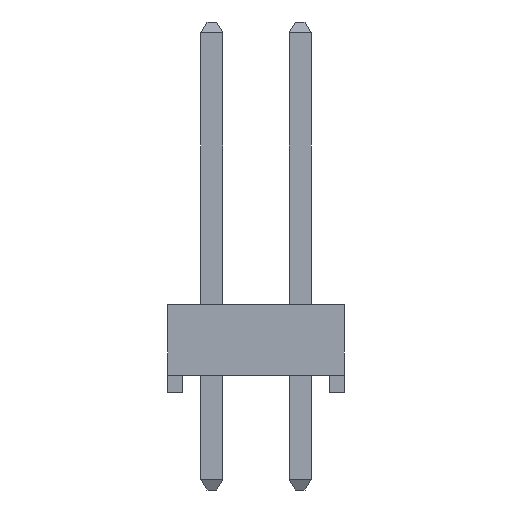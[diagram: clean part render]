
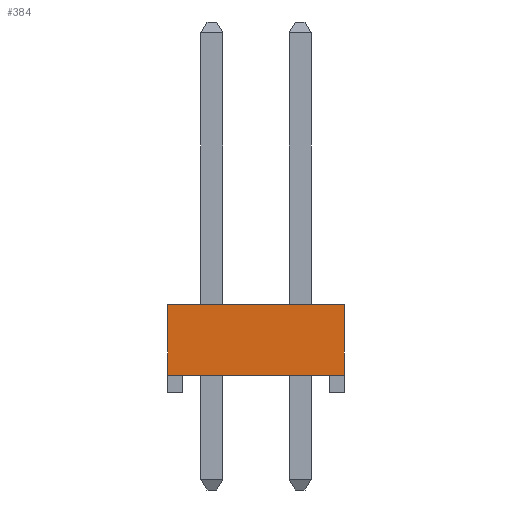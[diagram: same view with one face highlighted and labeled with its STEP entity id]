
A CAD part, left-side view. The second image highlights one B-rep face of the part: STEP entity #384.
In plain terms, the highlighted planar face has unit normal (-1, 0, 0).
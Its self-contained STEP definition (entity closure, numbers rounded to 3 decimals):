
#167 = VERTEX_POINT('',#168);
#168 = CARTESIAN_POINT('',(-57.15,46.987,0.501));
#174 = EDGE_CURVE('',#167,#175,#177,.T.);
#175 = VERTEX_POINT('',#176);
#176 = CARTESIAN_POINT('',(-57.15,52.067,0.501));
#177 = LINE('',#178,#179);
#178 = CARTESIAN_POINT('',(-57.15,52.067,0.501));
#179 = VECTOR('',#180,1.);
#180 = DIRECTION('',(0.,1.,0.));
#354 = EDGE_CURVE('',#355,#175,#357,.T.);
#355 = VERTEX_POINT('',#356);
#356 = CARTESIAN_POINT('',(-57.15,52.067,2.533));
#357 = LINE('',#358,#359);
#358 = CARTESIAN_POINT('',(-57.15,52.067,2.533));
#359 = VECTOR('',#360,1.);
#360 = DIRECTION('',(0.,0.,-1.));
#384 = ADVANCED_FACE('',(#385),#403,.F.);
#385 = FACE_BOUND('',#386,.T.);
#386 = EDGE_LOOP('',(#387,#388,#396,#402));
#387 = ORIENTED_EDGE('',*,*,#174,.F.);
#388 = ORIENTED_EDGE('',*,*,#389,.F.);
#389 = EDGE_CURVE('',#390,#167,#392,.T.);
#390 = VERTEX_POINT('',#391);
#391 = CARTESIAN_POINT('',(-57.15,46.987,2.533));
#392 = LINE('',#393,#394);
#393 = CARTESIAN_POINT('',(-57.15,46.987,2.533));
#394 = VECTOR('',#395,1.);
#395 = DIRECTION('',(0.,0.,-1.));
#396 = ORIENTED_EDGE('',*,*,#397,.F.);
#397 = EDGE_CURVE('',#355,#390,#398,.T.);
#398 = LINE('',#399,#400);
#399 = CARTESIAN_POINT('',(-57.15,52.067,2.533));
#400 = VECTOR('',#401,1.);
#401 = DIRECTION('',(0.,-1.,0.));
#402 = ORIENTED_EDGE('',*,*,#354,.T.);
#403 = PLANE('',#404);
#404 = AXIS2_PLACEMENT_3D('',#405,#406,#407);
#405 = CARTESIAN_POINT('',(-57.15,52.067,2.533));
#406 = DIRECTION('',(1.,0.,0.));
#407 = DIRECTION('',(0.,1.,0.));
